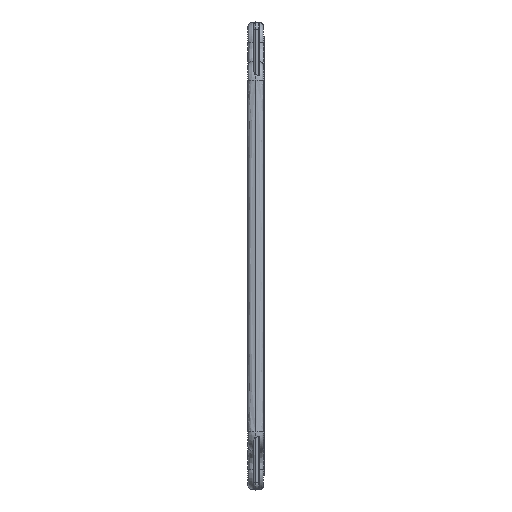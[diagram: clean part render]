
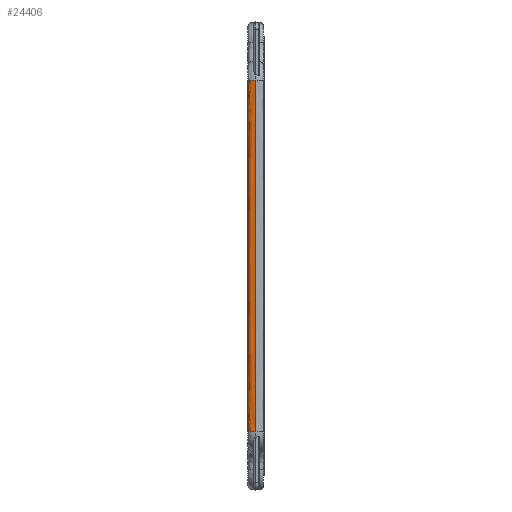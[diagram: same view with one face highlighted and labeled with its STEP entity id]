
A CAD part, front view. The second image highlights one B-rep face of the part: STEP entity #24406.
In plain terms, the highlighted face is a extrusion surface.
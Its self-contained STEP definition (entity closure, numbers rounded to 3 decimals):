
#7893=DIRECTION('',(0.,0.,1.));
#7894=VECTOR('',#7893,59.312);
#7895=CARTESIAN_POINT('',(-1.3,-100.116,-29.656));
#7896=LINE('',#7895,#7894);
#7910=CARTESIAN_POINT('',(-2.6,-99.316,-29.656));
#7911=CARTESIAN_POINT('',(-2.6,-99.491,-29.656));
#7912=CARTESIAN_POINT('',(-2.51,-99.751,
-29.656));
#7913=CARTESIAN_POINT('',(-2.114,-100.055,
-29.656));
#7914=CARTESIAN_POINT('',(-1.65,-100.116,-29.656));
#7915=CARTESIAN_POINT('',(-1.3,-100.116,-29.656));
#7920=DIRECTION('',(0.,0.,-1.));
#7921=VECTOR('',#7920,59.312);
#7922=CARTESIAN_POINT('',(-2.6,-99.316,29.656));
#7923=LINE('',#7922,#7921);
#7947=CARTESIAN_POINT('',(-2.6,-99.316,29.656));
#7948=CARTESIAN_POINT('',(-2.6,-99.491,29.656));
#7949=CARTESIAN_POINT('',(-2.509,-99.75,
29.656));
#7950=CARTESIAN_POINT('',(-2.11,-100.051,
29.656));
#7951=CARTESIAN_POINT('',(-1.65,-100.116,29.656));
#7952=CARTESIAN_POINT('',(-1.3,-100.116,29.656));
#7965=CARTESIAN_POINT('',(-2.6,-99.316,29.656));
#10123=VERTEX_POINT('',#7965);
#10124=CARTESIAN_POINT('',(-2.6,-99.316,-29.656));
#10125=VERTEX_POINT('',#10124);
#10179=CARTESIAN_POINT('',(-1.3,-100.116,-29.656));
#10180=CARTESIAN_POINT('',(-1.3,-100.116,29.656));
#10181=VERTEX_POINT('',#10179);
#10182=VERTEX_POINT('',#10180);
#24390=CARTESIAN_POINT('',(-2.593,-99.195,
30.094));
#24391=CARTESIAN_POINT('',(-2.641,-99.633,
30.094));
#24392=CARTESIAN_POINT('',(-2.274,-100.044,
30.094));
#24393=CARTESIAN_POINT('',(-1.576,-100.125,
30.094));
#24394=CARTESIAN_POINT('',(-1.176,-100.114,
30.094));
#24396=DIRECTION('',(0.,0.,1.));
#24397=VECTOR('',#24396,1.);
#24398=SURFACE_OF_LINEAR_EXTRUSION('',#24395,#24397);
#24399=ORIENTED_EDGE('',*,*,#24383,.F.);
#24400=ORIENTED_EDGE('',*,*,#21687,.F.);
#24401=ORIENTED_EDGE('',*,*,#18952,.F.);
#24403=ORIENTED_EDGE('',*,*,#24402,.T.);
#24404=EDGE_LOOP('',(#24399,#24400,#24401,#24403));
#24405=FACE_OUTER_BOUND('',#24404,.F.);
#24406=ADVANCED_FACE('',(#24405),#24398,.T.);
#7916=B_SPLINE_CURVE_WITH_KNOTS('',3,(#7910,#7911,#7912,#7913,#7914,#7915),
.UNSPECIFIED.,.F.,.F.,(4,1,1,4),(0.,0.25,0.5,1.),.UNSPECIFIED.);
#7953=B_SPLINE_CURVE_WITH_KNOTS('',3,(#7947,#7948,#7949,#7950,#7951,#7952),
.UNSPECIFIED.,.F.,.F.,(4,1,1,4),(0.,0.25,0.5,1.),.UNSPECIFIED.);
#18952=EDGE_CURVE('',#10123,#10125,#7923,.T.);
#21687=EDGE_CURVE('',#10125,#10181,#7916,.T.);
#24383=EDGE_CURVE('',#10181,#10182,#7896,.T.);
#24395=B_SPLINE_CURVE_WITH_KNOTS('',3,(#24390,#24391,#24392,#24393,#24394),
.UNSPECIFIED.,.F.,.F.,(4,1,4),(0.,0.5,1.),.UNSPECIFIED.);
#24402=EDGE_CURVE('',#10123,#10182,#7953,.T.);
